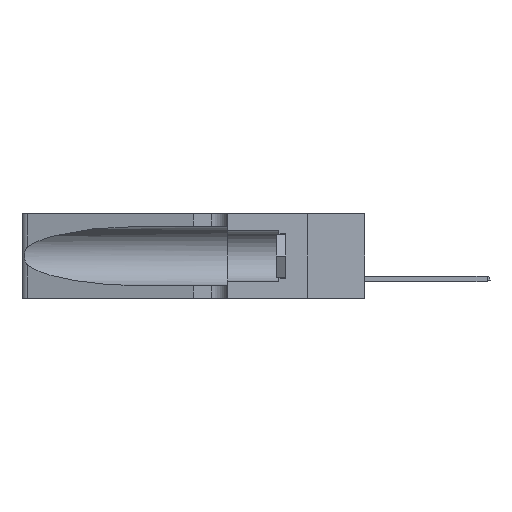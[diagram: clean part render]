
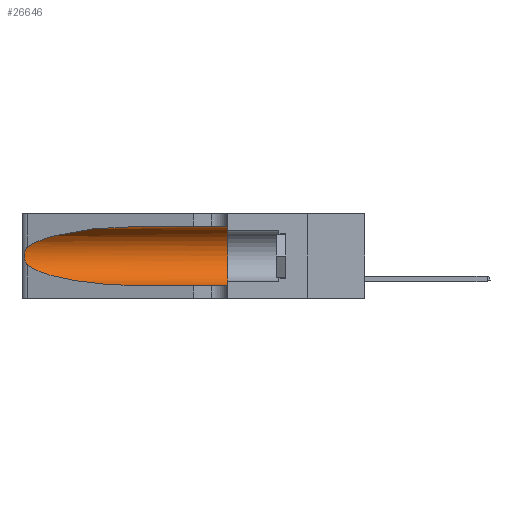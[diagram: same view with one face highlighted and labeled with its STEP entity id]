
A CAD part, left-side view. The second image highlights one B-rep face of the part: STEP entity #26646.
In plain terms, the highlighted cylindrical face has radius 3.308 mm (diameter 6.617 mm), a partial arc.
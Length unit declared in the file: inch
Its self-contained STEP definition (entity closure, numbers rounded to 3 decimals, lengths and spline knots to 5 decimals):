
#64 = EDGE_LOOP ( 'NONE', ( #13955, #4962, #18829, #9213, #2792, #7260 ) ) ;
#98 = B_SPLINE_CURVE_WITH_KNOTS ( 'NONE', 3,
 ( #24632, #2659, #15219, #25357, #477, #7927, #7759, #17428, #29845, #2602, #22204, #22289, #15601, #17981 ),
 .UNSPECIFIED., .F., .F.,
 ( 4, 2, 2, 2, 2, 2, 4 ),
 ( 0., 0.00027, 0.00053, 0.00107, 0.0016, 0.00187, 0.00214 ),
 .UNSPECIFIED. ) ;
#477 = CARTESIAN_POINT ( 'NONE',  ( 0.25854, 1.2359, 0.20912 ) ) ;
#1115 =( BOUNDED_CURVE ( )  B_SPLINE_CURVE ( 3, ( #26086, #3732, #13743, #21041 ),
 .UNSPECIFIED., .F., .F. ) 
 B_SPLINE_CURVE_WITH_KNOTS ( ( 4, 4 ),
 ( 3.44316, 4.71239 ),
 .UNSPECIFIED. ) 
 CURVE ( )  GEOMETRIC_REPRESENTATION_ITEM ( )  RATIONAL_B_SPLINE_CURVE ( ( 1., 0.87, 0.87, 1. ) ) 
 REPRESENTATION_ITEM ( '' )  );
#1496 = DIRECTION ( 'NONE',  ( 0., 1., 0. ) ) ;
#1707 = CARTESIAN_POINT ( 'NONE',  ( 0.2373, 1.15595, 0.28018 ) ) ;
#2047 = DIRECTION ( 'NONE',  ( 0., 0., -1. ) ) ;
#2074 = CARTESIAN_POINT ( 'NONE',  ( 0.25487, 1.22718, 0.22369 ) ) ;
#2387 = LINE ( 'NONE', #30905, #18937 ) ;
#2577 = CYLINDRICAL_SURFACE ( 'NONE', #11901, 0.13025 ) ;
#2602 = CARTESIAN_POINT ( 'NONE',  ( 0.25856, 1.23593, 0.16098 ) ) ;
#2659 = CARTESIAN_POINT ( 'NONE',  ( 0.25555, 1.22994, 0.2215 ) ) ;
#2792 = ORIENTED_EDGE ( 'NONE', *, *, #9630, .F. ) ;
#3732 = CARTESIAN_POINT ( 'NONE',  ( 0.2373, 1.15595, 0.08982 ) ) ;
#4109 = CARTESIAN_POINT ( 'NONE',  ( 0.1305, 0.35, 0.185 ) ) ;
#4962 = ORIENTED_EDGE ( 'NONE', *, *, #11335, .T. ) ;
#5139 = VERTEX_POINT ( 'NONE', #27235 ) ;
#5359 = VERTEX_POINT ( 'NONE', #31718 ) ;
#5632 = VERTEX_POINT ( 'NONE', #2074 ) ;
#5746 = AXIS2_PLACEMENT_3D ( 'NONE', #4109, #1496, #21311 ) ;
#7260 = ORIENTED_EDGE ( 'NONE', *, *, #8001, .F. ) ;
#7759 = CARTESIAN_POINT ( 'NONE',  ( 0.26075, 1.23896, 0.19203 ) ) ;
#7927 = CARTESIAN_POINT ( 'NONE',  ( 0.26018, 1.23835, 0.19895 ) ) ;
#8001 = EDGE_CURVE ( 'NONE', #5359, #5139, #2387, .T. ) ;
#8613 = CARTESIAN_POINT ( 'NONE',  ( 0.25487, 1.22718, 0.22369 ) ) ;
#9213 = ORIENTED_EDGE ( 'NONE', *, *, #14167, .T. ) ;
#9630 = EDGE_CURVE ( 'NONE', #5139, #27907, #28560, .T. ) ;
#11335 = EDGE_CURVE ( 'NONE', #5632, #18850, #98, .T. ) ;
#11901 = AXIS2_PLACEMENT_3D ( 'NONE', #24743, #20301, #2047 ) ;
#13743 = CARTESIAN_POINT ( 'NONE',  ( 0.18966, 0.96281, 0.05475 ) ) ;
#13955 = ORIENTED_EDGE ( 'NONE', *, *, #27789, .T. ) ;
#14167 = EDGE_CURVE ( 'NONE', #30936, #27907, #31363, .T. ) ;
#14545 = CARTESIAN_POINT ( 'NONE',  ( 0.25487, 1.22718, 0.14631 ) ) ;
#15219 = CARTESIAN_POINT ( 'NONE',  ( 0.25639, 1.23184, 0.21858 ) ) ;
#15516 = CARTESIAN_POINT ( 'NONE',  ( 0.1305, 0.72297, 0.05475 ) ) ;
#15601 = CARTESIAN_POINT ( 'NONE',  ( 0.25555, 1.22993, 0.14849 ) ) ;
#16008 = DIRECTION ( 'NONE',  ( 0., -1., 0. ) ) ;
#17428 = CARTESIAN_POINT ( 'NONE',  ( 0.26075, 1.23896, 0.178 ) ) ;
#17981 = CARTESIAN_POINT ( 'NONE',  ( 0.25487, 1.22718, 0.14631 ) ) ;
#18829 = ORIENTED_EDGE ( 'NONE', *, *, #23947, .T. ) ;
#18850 = VERTEX_POINT ( 'NONE', #14545 ) ;
#18937 = VECTOR ( 'NONE', #31645, 39.37008 ) ;
#19448 = CARTESIAN_POINT ( 'NONE',  ( 0.1305, 0.35, 0.05475 ) ) ;
#20301 = DIRECTION ( 'NONE',  ( 0., -1., 0. ) ) ;
#21041 = CARTESIAN_POINT ( 'NONE',  ( 0.1305, 0.72297, 0.05475 ) ) ;
#21075 = CARTESIAN_POINT ( 'NONE',  ( 0.1305, 0.72297, 0.31525 ) ) ;
#21311 = DIRECTION ( 'NONE',  ( 0., 0., 1. ) ) ;
#22204 = CARTESIAN_POINT ( 'NONE',  ( 0.25789, 1.23486, 0.15765 ) ) ;
#22289 = CARTESIAN_POINT ( 'NONE',  ( 0.25639, 1.23186, 0.15144 ) ) ;
#23947 = EDGE_CURVE ( 'NONE', #18850, #30936, #1115, .T. ) ;
#24632 = CARTESIAN_POINT ( 'NONE',  ( 0.25487, 1.22718, 0.22369 ) ) ;
#24743 = CARTESIAN_POINT ( 'NONE',  ( 0.1305, 1.61858, 0.185 ) ) ;
#25357 = CARTESIAN_POINT ( 'NONE',  ( 0.25787, 1.23484, 0.2124 ) ) ;
#26086 = CARTESIAN_POINT ( 'NONE',  ( 0.25487, 1.22718, 0.14631 ) ) ;
#26646 = ADVANCED_FACE ( 'NONE', ( #28816 ), #2577, .F. ) ;
#27235 = CARTESIAN_POINT ( 'NONE',  ( 0.1305, 0.35, 0.31525 ) ) ;
#27789 = EDGE_CURVE ( 'NONE', #5359, #5632, #28361, .T. ) ;
#27907 = VERTEX_POINT ( 'NONE', #19448 ) ;
#28361 =( BOUNDED_CURVE ( )  B_SPLINE_CURVE ( 3, ( #21075, #31128, #1707, #8613 ),
 .UNSPECIFIED., .F., .F. ) 
 B_SPLINE_CURVE_WITH_KNOTS ( ( 4, 4 ),
 ( 1.5708, 2.84003 ),
 .UNSPECIFIED. ) 
 CURVE ( )  GEOMETRIC_REPRESENTATION_ITEM ( )  RATIONAL_B_SPLINE_CURVE ( ( 1., 0.87, 0.87, 1. ) ) 
 REPRESENTATION_ITEM ( '' )  );
#28560 = CIRCLE ( 'NONE', #5746, 0.13025 ) ;
#28674 = VECTOR ( 'NONE', #16008, 39.37008 ) ;
#28816 = FACE_OUTER_BOUND ( 'NONE', #64, .T. ) ;
#29845 = CARTESIAN_POINT ( 'NONE',  ( 0.26017, 1.23833, 0.17102 ) ) ;
#30687 = CARTESIAN_POINT ( 'NONE',  ( 0.1305, 1.61858, 0.05475 ) ) ;
#30905 = CARTESIAN_POINT ( 'NONE',  ( 0.1305, 1.61858, 0.31525 ) ) ;
#30936 = VERTEX_POINT ( 'NONE', #15516 ) ;
#31128 = CARTESIAN_POINT ( 'NONE',  ( 0.18966, 0.96281, 0.31525 ) ) ;
#31363 = LINE ( 'NONE', #30687, #28674 ) ;
#31645 = DIRECTION ( 'NONE',  ( 0., -1., 0. ) ) ;
#31718 = CARTESIAN_POINT ( 'NONE',  ( 0.1305, 0.72297, 0.31525 ) ) ;
